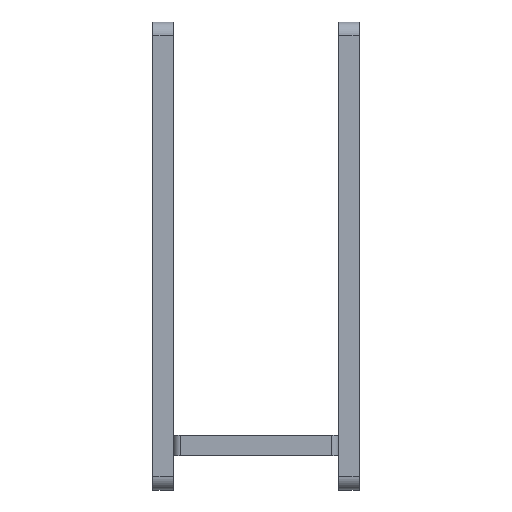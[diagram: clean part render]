
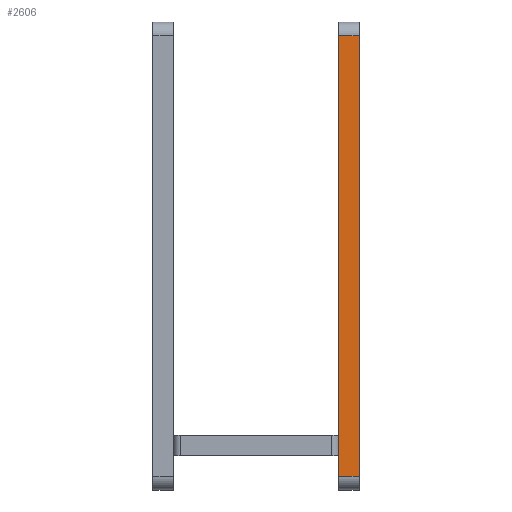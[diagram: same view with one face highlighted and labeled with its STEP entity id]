
A CAD part, left-side view. The second image highlights one B-rep face of the part: STEP entity #2606.
In plain terms, the highlighted planar face has unit normal (-1, 0, 0).
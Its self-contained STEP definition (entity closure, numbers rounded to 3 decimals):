
#145=PLANE('',#2828);
#250=FACE_OUTER_BOUND('',#406,.T.);
#406=EDGE_LOOP('',(#2134,#2135,#2136,#2137));
#569=LINE('',#3849,#811);
#574=LINE('',#3861,#816);
#598=LINE('',#3954,#840);
#663=LINE('',#4126,#905);
#811=VECTOR('',#3107,10.);
#816=VECTOR('',#3118,10.);
#840=VECTOR('',#3190,10.);
#905=VECTOR('',#3385,10.);
#1182=VERTEX_POINT('',#3846);
#1183=VERTEX_POINT('',#3848);
#1187=VERTEX_POINT('',#3860);
#1231=VERTEX_POINT('',#3950);
#1454=EDGE_CURVE('',#1182,#1183,#569,.T.);
#1460=EDGE_CURVE('',#1187,#1183,#574,.T.);
#1507=EDGE_CURVE('',#1187,#1231,#598,.T.);
#1593=EDGE_CURVE('',#1231,#1182,#663,.T.);
#2134=ORIENTED_EDGE('',*,*,#1454,.F.);
#2135=ORIENTED_EDGE('',*,*,#1593,.F.);
#2136=ORIENTED_EDGE('',*,*,#1507,.F.);
#2137=ORIENTED_EDGE('',*,*,#1460,.T.);
#2606=ADVANCED_FACE('',(#250),#145,.T.);
#2828=AXIS2_PLACEMENT_3D('',#4125,#3383,#3384);
#3107=DIRECTION('',(0.,-1.,0.));
#3118=DIRECTION('',(0.,0.,1.));
#3190=DIRECTION('',(0.,1.,0.));
#3383=DIRECTION('center_axis',(-1.,0.,0.));
#3384=DIRECTION('ref_axis',(0.,0.,1.));
#3385=DIRECTION('',(0.,0.,1.));
#3846=CARTESIAN_POINT('',(-32.5,-17.,62.3));
#3848=CARTESIAN_POINT('',(-32.5,-20.,62.3));
#3849=CARTESIAN_POINT('',(-32.5,-20.,62.3));
#3860=CARTESIAN_POINT('',(-32.5,-20.,-1.725));
#3861=CARTESIAN_POINT('',(-32.5,-20.,-3.725));
#3950=CARTESIAN_POINT('',(-32.5,-17.,-1.725));
#3954=CARTESIAN_POINT('',(-32.5,-20.,-1.725));
#4125=CARTESIAN_POINT('Origin',(-32.5,-20.,-3.725));
#4126=CARTESIAN_POINT('',(-32.5,-17.,-3.725));
